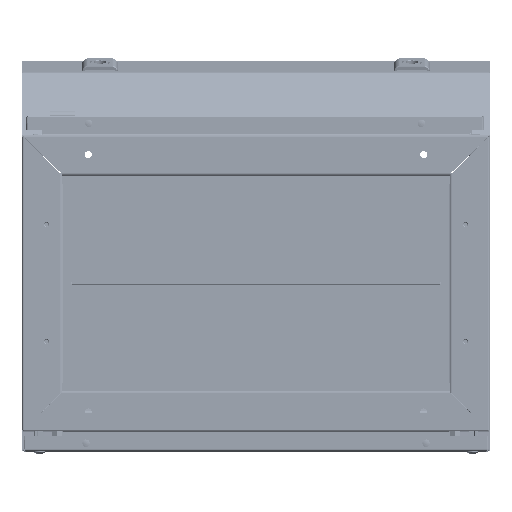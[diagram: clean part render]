
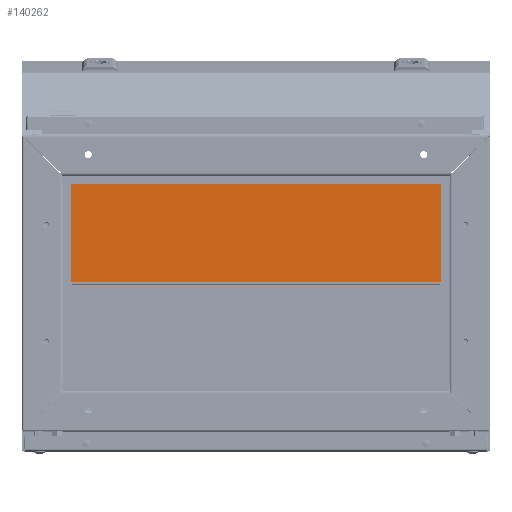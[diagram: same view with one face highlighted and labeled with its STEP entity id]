
A CAD part, front view. The second image highlights one B-rep face of the part: STEP entity #140262.
In plain terms, the highlighted face is planar.
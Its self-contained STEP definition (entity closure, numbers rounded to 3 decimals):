
#62996 = VERTEX_POINT ( 'NONE', #93711 ) ;
#63000 = VERTEX_POINT ( 'NONE', #93729 ) ;
#63009 = VERTEX_POINT ( 'NONE', #93785 ) ;
#63011 = VERTEX_POINT ( 'NONE', #93791 ) ;
#63015 = VERTEX_POINT ( 'NONE', #93830 ) ;
#63017 = VERTEX_POINT ( 'NONE', #93841 ) ;
#63019 = VERTEX_POINT ( 'NONE', #93827 ) ;
#63020 = VERTEX_POINT ( 'NONE', #93858 ) ;
#63022 = VERTEX_POINT ( 'NONE', #93854 ) ;
#63030 = VERTEX_POINT ( 'NONE', #93911 ) ;
#63032 = VERTEX_POINT ( 'NONE', #93937 ) ;
#63034 = VERTEX_POINT ( 'NONE', #93958 ) ;
#70406 = EDGE_CURVE ( 'NONE', #62996, #63011, #133547, .T. ) ;
#70411 = EDGE_CURVE ( 'NONE', #63000, #62996, #133581, .T. ) ;
#70418 = EDGE_CURVE ( 'NONE', #63000, #63019, #133606, .T. ) ;
#70424 = EDGE_CURVE ( 'NONE', #63019, #63020, #133630, .T. ) ;
#70430 = EDGE_CURVE ( 'NONE', #63020, #63022, #133655, .T. ) ;
#70434 = EDGE_CURVE ( 'NONE', #63017, #63022, #133667, .T. ) ;
#70440 = EDGE_CURVE ( 'NONE', #63015, #63017, #133683, .T. ) ;
#70446 = EDGE_CURVE ( 'NONE', #63009, #63015, #133699, .T. ) ;
#70451 = EDGE_CURVE ( 'NONE', #63009, #63030, #133735, .T. ) ;
#70458 = EDGE_CURVE ( 'NONE', #63030, #63032, #133747, .T. ) ;
#70463 = EDGE_CURVE ( 'NONE', #63032, #63034, #133773, .T. ) ;
#70469 = EDGE_CURVE ( 'NONE', #63011, #63034, #133789, .T. ) ;
#93711 = CARTESIAN_POINT ( 'NONE',  ( 236., -69.25, 0. ) ) ;
#93729 = CARTESIAN_POINT ( 'NONE',  ( 236., -70., 0. ) ) ;
#93785 = CARTESIAN_POINT ( 'NONE',  ( -200., 70., 0. ) ) ;
#93791 = CARTESIAN_POINT ( 'NONE',  ( -236., -69.25, 0. ) ) ;
#93827 = CARTESIAN_POINT ( 'NONE',  ( 250., -70., 0. ) ) ;
#93830 = CARTESIAN_POINT ( 'NONE',  ( -200., 69.25, 0. ) ) ;
#93841 = CARTESIAN_POINT ( 'NONE',  ( 200., 69.25, 0. ) ) ;
#93854 = CARTESIAN_POINT ( 'NONE',  ( 200., 70., 0. ) ) ;
#93858 = CARTESIAN_POINT ( 'NONE',  ( 250., 70., 0. ) ) ;
#93911 = CARTESIAN_POINT ( 'NONE',  ( -250., 70., 0. ) ) ;
#93937 = CARTESIAN_POINT ( 'NONE',  ( -250., -70., 0. ) ) ;
#93958 = CARTESIAN_POINT ( 'NONE',  ( -236., -70., 0. ) ) ;
#133547 = LINE ( 'NONE', #134184, #133566 ) ;
#133566 = VECTOR ( 'NONE', #134227, 1000. ) ;
#133581 = LINE ( 'NONE', #134258, #133590 ) ;
#133590 = VECTOR ( 'NONE', #134264, 1000. ) ;
#133606 = LINE ( 'NONE', #134290, #133615 ) ;
#133615 = VECTOR ( 'NONE', #134296, 1000. ) ;
#133630 = LINE ( 'NONE', #134322, #133639 ) ;
#133639 = VECTOR ( 'NONE', #134327, 1000. ) ;
#133655 = LINE ( 'NONE', #134333, #133662 ) ;
#133662 = VECTOR ( 'NONE', #134293, 1000. ) ;
#133667 = LINE ( 'NONE', #134396, #133680 ) ;
#133680 = VECTOR ( 'NONE', #134385, 1000. ) ;
#133683 = LINE ( 'NONE', #134433, #133702 ) ;
#133699 = LINE ( 'NONE', #134430, #133725 ) ;
#133702 = VECTOR ( 'NONE', #134415, 1000. ) ;
#133725 = VECTOR ( 'NONE', #134458, 1000. ) ;
#133735 = LINE ( 'NONE', #134483, #133744 ) ;
#133744 = VECTOR ( 'NONE', #134486, 1000. ) ;
#133747 = LINE ( 'NONE', #134509, #133759 ) ;
#133759 = VECTOR ( 'NONE', #134499, 1000. ) ;
#133773 = LINE ( 'NONE', #134535, #133780 ) ;
#133780 = VECTOR ( 'NONE', #134538, 1000. ) ;
#133789 = LINE ( 'NONE', #134562, #133798 ) ;
#133798 = VECTOR ( 'NONE', #134566, 1000. ) ;
#134184 = CARTESIAN_POINT ( 'NONE',  ( 236., -69.25, 0. ) ) ;
#134227 = DIRECTION ( 'NONE',  ( -1., 0., 0. ) ) ;
#134258 = CARTESIAN_POINT ( 'NONE',  ( 236., -70., 0. ) ) ;
#134264 = DIRECTION ( 'NONE',  ( 0., 1., 0. ) ) ;
#134290 = CARTESIAN_POINT ( 'NONE',  ( 250., -70., 0. ) ) ;
#134293 = DIRECTION ( 'NONE',  ( -1., 0., 0. ) ) ;
#134296 = DIRECTION ( 'NONE',  ( 1., 0., 0. ) ) ;
#134322 = CARTESIAN_POINT ( 'NONE',  ( 250., -70., 0. ) ) ;
#134327 = DIRECTION ( 'NONE',  ( 0., 1., 0. ) ) ;
#134333 = CARTESIAN_POINT ( 'NONE',  ( 250., 70., 0. ) ) ;
#134385 = DIRECTION ( 'NONE',  ( 0., 1., 0. ) ) ;
#134396 = CARTESIAN_POINT ( 'NONE',  ( 200., 69.25, 0. ) ) ;
#134415 = DIRECTION ( 'NONE',  ( 1., 0., 0. ) ) ;
#134430 = CARTESIAN_POINT ( 'NONE',  ( -200., 70., 0. ) ) ;
#134433 = CARTESIAN_POINT ( 'NONE',  ( -200., 69.25, 0. ) ) ;
#134458 = DIRECTION ( 'NONE',  ( 0., -1., 0. ) ) ;
#134483 = CARTESIAN_POINT ( 'NONE',  ( 250., 70., 0. ) ) ;
#134486 = DIRECTION ( 'NONE',  ( -1., 0., 0. ) ) ;
#134499 = DIRECTION ( 'NONE',  ( 0., -1., 0. ) ) ;
#134509 = CARTESIAN_POINT ( 'NONE',  ( -250., -70., 0. ) ) ;
#134535 = CARTESIAN_POINT ( 'NONE',  ( 250., -70., 0. ) ) ;
#134538 = DIRECTION ( 'NONE',  ( 1., 0., 0. ) ) ;
#134562 = CARTESIAN_POINT ( 'NONE',  ( -236., -69.25, 0. ) ) ;
#134566 = DIRECTION ( 'NONE',  ( 0., -1., 0. ) ) ;
#140262 = ADVANCED_FACE ( 'NONE', ( #197859 ), #199296, .T. ) ;
#188180 = ORIENTED_EDGE ( 'NONE', *, *, #70406, .F. ) ;
#188181 = ORIENTED_EDGE ( 'NONE', *, *, #70411, .F. ) ;
#188182 = ORIENTED_EDGE ( 'NONE', *, *, #70418, .T. ) ;
#188183 = ORIENTED_EDGE ( 'NONE', *, *, #70424, .T. ) ;
#188184 = ORIENTED_EDGE ( 'NONE', *, *, #70430, .T. ) ;
#188185 = ORIENTED_EDGE ( 'NONE', *, *, #70434, .F. ) ;
#188186 = ORIENTED_EDGE ( 'NONE', *, *, #70440, .F. ) ;
#188187 = ORIENTED_EDGE ( 'NONE', *, *, #70446, .F. ) ;
#188188 = ORIENTED_EDGE ( 'NONE', *, *, #70451, .T. ) ;
#188189 = ORIENTED_EDGE ( 'NONE', *, *, #70458, .T. ) ;
#188190 = ORIENTED_EDGE ( 'NONE', *, *, #70463, .T. ) ;
#188191 = ORIENTED_EDGE ( 'NONE', *, *, #70469, .F. ) ;
#197859 = FACE_OUTER_BOUND ( 'NONE', #202542, .T. ) ;
#199068 = AXIS2_PLACEMENT_3D ( 'NONE', #199289, #199298, #199300 ) ;
#199289 = CARTESIAN_POINT ( 'NONE',  ( 0., 0., 0. ) ) ;
#199296 = PLANE ( 'NONE',  #199068 ) ;
#199298 = DIRECTION ( 'NONE',  ( 0., 0., 1. ) ) ;
#199300 = DIRECTION ( 'NONE',  ( 1., 0., 0. ) ) ;
#202542 = EDGE_LOOP ( 'NONE', ( #188180, #188181, #188182, #188183, #188184, #188185, #188186, #188187, #188188, #188189, #188190, #188191 ) ) ;
